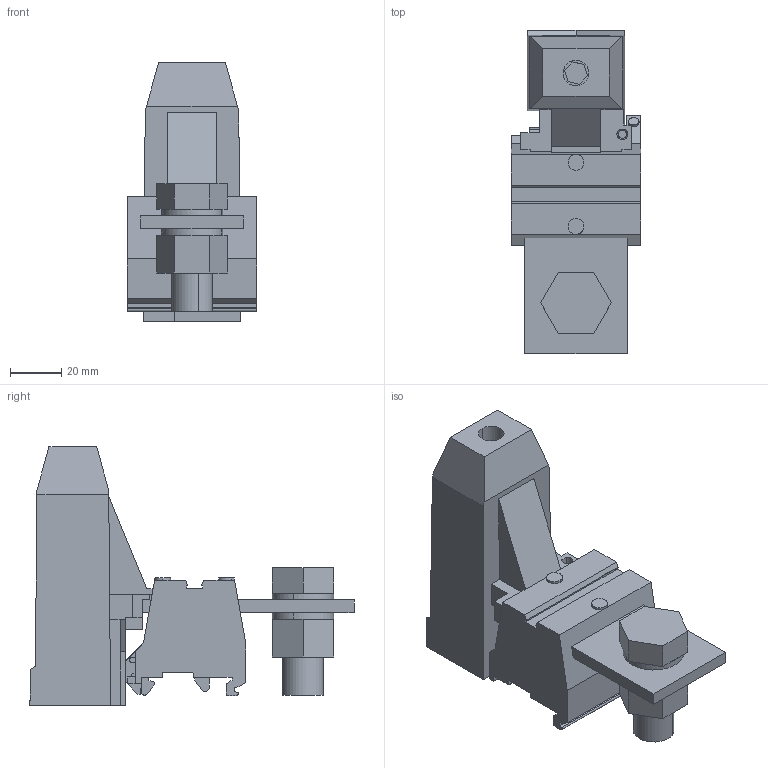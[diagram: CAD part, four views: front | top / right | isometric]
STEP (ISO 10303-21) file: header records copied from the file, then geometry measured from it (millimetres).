
FILE_DESCRIPTION(('Creo Elements/Direct Modeling STEP Export'),'2;1');
FILE_NAME('model.stp','2018-03-17T12:48:14',(''),(''),'Creo Elements/Direct Modeling STEP processor for AP214 (Solid Model)','Creo Elements/Direct Modeling 18.1I 14-Aug-2016 (C) Parametric Technology GmbH','');
FILE_SCHEMA(('AUTOMOTIVE_DESIGN { 1 0 10303 214 1 1 1 1 }'));
Length unit declared in the file: millimetre
Products named in the file (2): UHV_240_KH_AS-select
Assembly tree (1 placements, depth 2):
  UHV_240_KH_AS-select
    UHV_240_KH_AS-select
Bounding box: 50.8 x 127.02 x 101.3 mm (x, y, z)
Volume: 199857.4 mm3; surface area: 42355.3 mm2
Topology: 1 solids, 1 shells, 197 faces, 526 edges, 344 vertices
Faces by surface type: plane 174, cylinder 21, cone 2
Entity records: 7317 total; most frequent: CARTESIAN_POINT 1083, ORIENTED_EDGE 1052, DIRECTION 838, EDGE_CURVE 526, VECTOR 434, LINE 434, VERTEX_POINT 344, EDGE_LOOP 212
